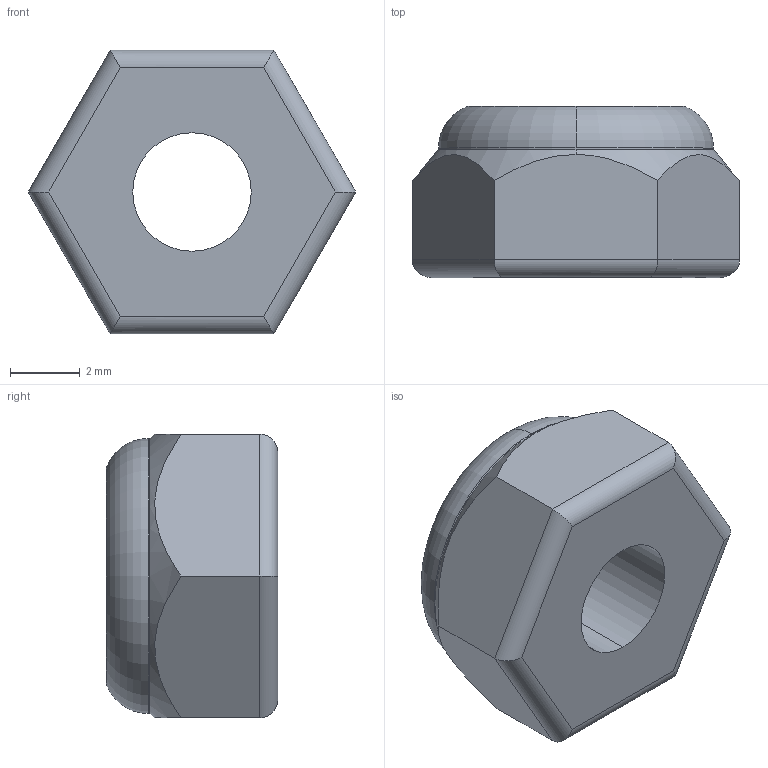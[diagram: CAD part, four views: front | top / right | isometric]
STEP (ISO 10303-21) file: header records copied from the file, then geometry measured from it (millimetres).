
FILE_DESCRIPTION (( 'STEP AP203' ), '1' );
FILE_NAME ('NUT-832-NYLOCK.STEP', '2007-08-24T15:13:30', ( 'Innovation First, Inc.' ), ( 'Innovation First, Inc.' ), 'SwSTEP 2.0', 'SolidWorks 2006052', '' );
FILE_SCHEMA (( 'CONFIG_CONTROL_DESIGN' ));
Length unit declared in the file: inch
Products named in the file (1): NUT-832-NYLOCK
Bounding box: 9.37 x 4.9 x 8.12 mm (x, y, z)
Volume: 208.1 mm3; surface area: 257.8 mm2
Topology: 1 solids, 1 shells, 27 faces, 60 edges, 36 vertices
Faces by surface type: cylinder 12, plane 9, torus 4, cone 2
Entity records: 885 total; most frequent: CARTESIAN_POINT 222, DIRECTION 122, ORIENTED_EDGE 120, EDGE_CURVE 60, AXIS2_PLACEMENT_3D 48, VERTEX_POINT 36, EDGE_LOOP 30, ADVANCED_FACE 27
